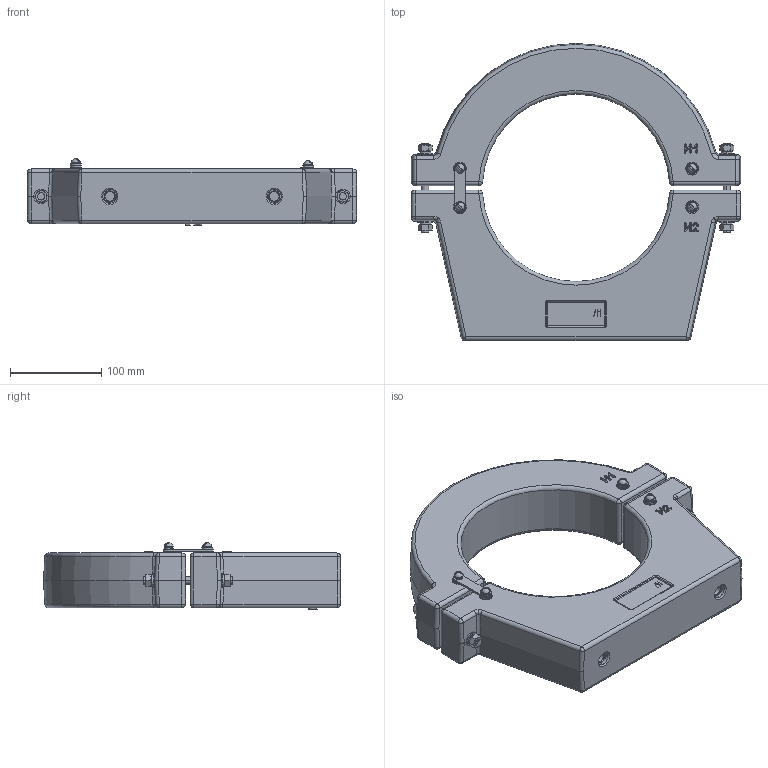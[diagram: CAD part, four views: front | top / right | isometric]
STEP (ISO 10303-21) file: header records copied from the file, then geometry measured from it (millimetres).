
FILE_DESCRIPTION (( 'STEP AP203' ), '1' );
FILE_NAME ('ÒÇÐË-200ç.STEP', '2013-03-22T08:11:06', ( '' ), ( '' ), 'SwSTEP 2.0', 'SolidWorks 2010', '' );
FILE_SCHEMA (( 'CONFIG_CONTROL_DESIGN' ));
Length unit declared in the file: millimetre
Products named in the file (1): ÒÇÐË-200ç
Bounding box: 360 x 325 x 72.62 mm (x, y, z)
Volume: 3349031.5 mm3; surface area: 263169.5 mm2
Topology: 36 solids, 36 shells, 646 faces, 1448 edges, 874 vertices
Faces by surface type: plane 244, cylinder 225, cone 96, sphere 40, bspline 31, torus 10
Entity records: 18922 total; most frequent: CARTESIAN_POINT 4628, DIRECTION 3069, ORIENTED_EDGE 2848, EDGE_CURVE 1424, AXIS2_PLACEMENT_3D 1199, VERTEX_POINT 874, EDGE_LOOP 716, LINE 671
